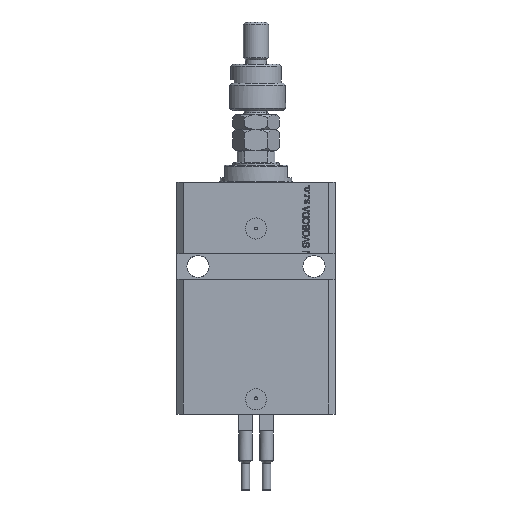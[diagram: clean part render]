
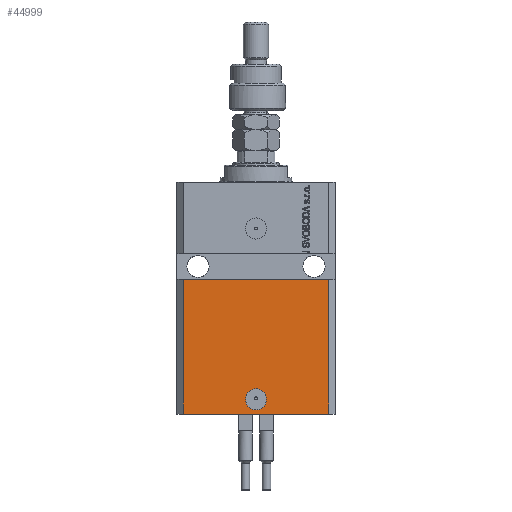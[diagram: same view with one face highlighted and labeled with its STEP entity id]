
A CAD part, front view. The second image highlights one B-rep face of the part: STEP entity #44999.
In plain terms, the highlighted planar face has unit normal (0, -1, 0).
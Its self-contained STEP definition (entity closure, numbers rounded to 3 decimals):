
#1824 = ORIENTED_EDGE ( 'NONE', *, *, #5369, .F. ) ;
#3413 = PLANE ( 'NONE',  #48044 ) ;
#4069 = VERTEX_POINT ( 'NONE', #24363 ) ;
#5121 = CARTESIAN_POINT ( 'NONE',  ( -34.5, -27.5, -110. ) ) ;
#5369 = EDGE_CURVE ( 'NONE', #20579, #4069, #35837, .T. ) ;
#5374 = VERTEX_POINT ( 'NONE', #12137 ) ;
#5625 = DIRECTION ( 'NONE',  ( 0., -1., 0. ) ) ;
#6956 = CARTESIAN_POINT ( 'NONE',  ( -34.5, -27.5, -110. ) ) ;
#7787 = FACE_OUTER_BOUND ( 'NONE', #24869, .T. ) ;
#8324 = CARTESIAN_POINT ( 'NONE',  ( -34.5, -27.5, -110. ) ) ;
#10927 = EDGE_CURVE ( 'NONE', #16235, #20579, #37641, .T. ) ;
#11453 = LINE ( 'NONE', #50643, #46990 ) ;
#12137 = CARTESIAN_POINT ( 'NONE',  ( -5., -27.5, -103. ) ) ;
#12747 = EDGE_LOOP ( 'NONE', ( #21261, #28928 ) ) ;
#15926 = ORIENTED_EDGE ( 'NONE', *, *, #10927, .F. ) ;
#16023 = DIRECTION ( 'NONE',  ( 0., 0., -1. ) ) ;
#16235 = VERTEX_POINT ( 'NONE', #5121 ) ;
#17133 = EDGE_CURVE ( 'NONE', #5374, #21824, #17699, .T. ) ;
#17699 = CIRCLE ( 'NONE', #29228, 5. ) ;
#19135 = DIRECTION ( 'NONE',  ( 0., -1., 0. ) ) ;
#19760 = DIRECTION ( 'NONE',  ( 0., -1., 0. ) ) ;
#20579 = VERTEX_POINT ( 'NONE', #44607 ) ;
#21056 = CIRCLE ( 'NONE', #47402, 5. ) ;
#21261 = ORIENTED_EDGE ( 'NONE', *, *, #49485, .F. ) ;
#21824 = VERTEX_POINT ( 'NONE', #43005 ) ;
#22464 = ORIENTED_EDGE ( 'NONE', *, *, #35341, .T. ) ;
#23195 = VECTOR ( 'NONE', #48294, 1000. ) ;
#23658 = VECTOR ( 'NONE', #45647, 1000. ) ;
#23877 = DIRECTION ( 'NONE',  ( 1., 0., 0. ) ) ;
#24363 = CARTESIAN_POINT ( 'NONE',  ( 34.5, -27.5, -46. ) ) ;
#24869 = EDGE_LOOP ( 'NONE', ( #1824, #15926, #22464, #28614 ) ) ;
#25212 = CARTESIAN_POINT ( 'NONE',  ( 0., -27.5, -103. ) ) ;
#27332 = VERTEX_POINT ( 'NONE', #47147 ) ;
#28614 = ORIENTED_EDGE ( 'NONE', *, *, #31941, .T. ) ;
#28928 = ORIENTED_EDGE ( 'NONE', *, *, #17133, .F. ) ;
#29228 = AXIS2_PLACEMENT_3D ( 'NONE', #43983, #19760, #23877 ) ;
#29580 = DIRECTION ( 'NONE',  ( 1., 0., 0. ) ) ;
#31941 = EDGE_CURVE ( 'NONE', #27332, #4069, #11453, .T. ) ;
#32239 = CARTESIAN_POINT ( 'NONE',  ( -37.5, -27.5, -46. ) ) ;
#32542 = LINE ( 'NONE', #8324, #23195 ) ;
#35341 = EDGE_CURVE ( 'NONE', #16235, #27332, #32542, .T. ) ;
#35599 = CARTESIAN_POINT ( 'NONE',  ( -34.5, -27.5, -110. ) ) ;
#35837 = LINE ( 'NONE', #32239, #47502 ) ;
#37641 = LINE ( 'NONE', #6956, #23658 ) ;
#42899 = DIRECTION ( 'NONE',  ( 0., 0., 1. ) ) ;
#43005 = CARTESIAN_POINT ( 'NONE',  ( 5., -27.5, -103. ) ) ;
#43847 = DIRECTION ( 'NONE',  ( 1., 0., 0. ) ) ;
#43983 = CARTESIAN_POINT ( 'NONE',  ( 0., -27.5, -103. ) ) ;
#44607 = CARTESIAN_POINT ( 'NONE',  ( -34.5, -27.5, -46. ) ) ;
#44999 = ADVANCED_FACE ( 'NONE', ( #47504, #7787 ), #3413, .T. ) ;
#45647 = DIRECTION ( 'NONE',  ( 0., 0., 1. ) ) ;
#46990 = VECTOR ( 'NONE', #42899, 1000. ) ;
#47147 = CARTESIAN_POINT ( 'NONE',  ( 34.5, -27.5, -110. ) ) ;
#47402 = AXIS2_PLACEMENT_3D ( 'NONE', #25212, #5625, #29580 ) ;
#47502 = VECTOR ( 'NONE', #43847, 1000. ) ;
#47504 = FACE_BOUND ( 'NONE', #12747, .T. ) ;
#48044 = AXIS2_PLACEMENT_3D ( 'NONE', #35599, #19135, #16023 ) ;
#48294 = DIRECTION ( 'NONE',  ( 1., 0., 0. ) ) ;
#49485 = EDGE_CURVE ( 'NONE', #21824, #5374, #21056, .T. ) ;
#50643 = CARTESIAN_POINT ( 'NONE',  ( 34.5, -27.5, -110. ) ) ;
